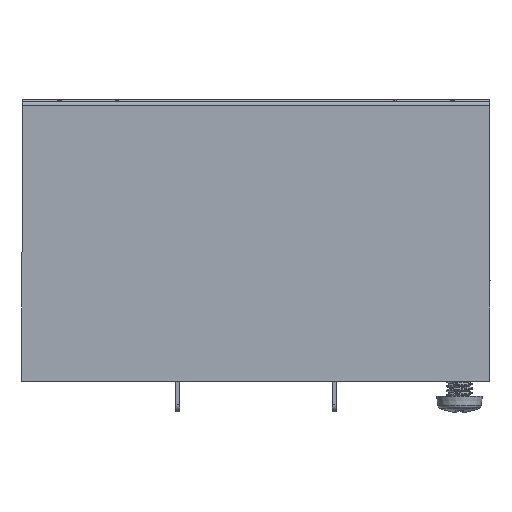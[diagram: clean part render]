
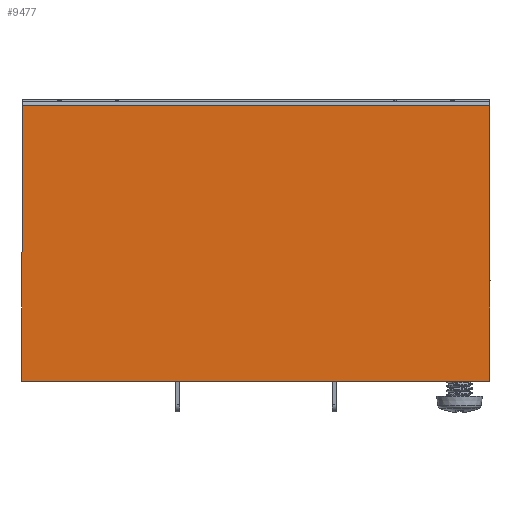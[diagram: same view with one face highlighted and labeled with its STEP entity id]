
A CAD part, left-side view. The second image highlights one B-rep face of the part: STEP entity #9477.
In plain terms, the highlighted planar face has unit normal (-1, 0, 0).
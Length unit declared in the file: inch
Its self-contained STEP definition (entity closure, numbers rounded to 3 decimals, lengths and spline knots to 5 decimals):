
#622 = LINE ( 'NONE', #4610, #34411 ) ;
#1104 = ORIENTED_EDGE ( 'NONE', *, *, #28876, .F. ) ;
#1552 = CARTESIAN_POINT ( 'NONE',  ( -1., 0.90551, 1.06768 ) ) ;
#2429 = VERTEX_POINT ( 'NONE', #32881 ) ;
#3143 = ORIENTED_EDGE ( 'NONE', *, *, #21858, .T. ) ;
#3761 = EDGE_LOOP ( 'NONE', ( #1104, #26510, #3143, #16391 ) ) ;
#4610 = CARTESIAN_POINT ( 'NONE',  ( -1., -0.90551, 0.005 ) ) ;
#5241 = VERTEX_POINT ( 'NONE', #20638 ) ;
#5667 = CARTESIAN_POINT ( 'NONE',  ( -1., -0.90551, 1.06768 ) ) ;
#6712 = VECTOR ( 'NONE', #25497, 39.37008 ) ;
#7320 = DIRECTION ( 'NONE',  ( 0., 0., -1. ) ) ;
#7953 = DIRECTION ( 'NONE',  ( 0., -1., 0. ) ) ;
#8096 = EDGE_CURVE ( 'NONE', #30480, #2429, #13808, .T. ) ;
#9477 = ADVANCED_FACE ( 'NONE', ( #32450 ), #15830, .F. ) ;
#13808 = LINE ( 'NONE', #30717, #6712 ) ;
#14128 = CARTESIAN_POINT ( 'NONE',  ( -1., 0.90551, 1.06768 ) ) ;
#15322 = LINE ( 'NONE', #1552, #25298 ) ;
#15830 = PLANE ( 'NONE',  #22255 ) ;
#15944 = CARTESIAN_POINT ( 'NONE',  ( -1., 0.90551, 1.06768 ) ) ;
#16391 = ORIENTED_EDGE ( 'NONE', *, *, #28984, .F. ) ;
#17597 = DIRECTION ( 'NONE',  ( 0., -1., 0. ) ) ;
#18615 = DIRECTION ( 'NONE',  ( 0., 0., -1. ) ) ;
#20638 = CARTESIAN_POINT ( 'NONE',  ( -1., -0.90551, 0. ) ) ;
#21858 = EDGE_CURVE ( 'NONE', #2429, #5241, #30814, .T. ) ;
#22255 = AXIS2_PLACEMENT_3D ( 'NONE', #15944, #34517, #18615 ) ;
#25298 = VECTOR ( 'NONE', #17597, 39.37008 ) ;
#25497 = DIRECTION ( 'NONE',  ( 0., 0., -1. ) ) ;
#26510 = ORIENTED_EDGE ( 'NONE', *, *, #8096, .T. ) ;
#28876 = EDGE_CURVE ( 'NONE', #30480, #33279, #15322, .T. ) ;
#28984 = EDGE_CURVE ( 'NONE', #33279, #5241, #622, .T. ) ;
#29977 = VECTOR ( 'NONE', #7953, 39.37008 ) ;
#30480 = VERTEX_POINT ( 'NONE', #14128 ) ;
#30717 = CARTESIAN_POINT ( 'NONE',  ( -1., 0.90551, 0.005 ) ) ;
#30814 = LINE ( 'NONE', #32112, #29977 ) ;
#32112 = CARTESIAN_POINT ( 'NONE',  ( -1., 0.90551, 0. ) ) ;
#32450 = FACE_OUTER_BOUND ( 'NONE', #3761, .T. ) ;
#32881 = CARTESIAN_POINT ( 'NONE',  ( -1., 0.90551, 0. ) ) ;
#33279 = VERTEX_POINT ( 'NONE', #5667 ) ;
#34411 = VECTOR ( 'NONE', #7320, 39.37008 ) ;
#34517 = DIRECTION ( 'NONE',  ( 1., 0., 0. ) ) ;
